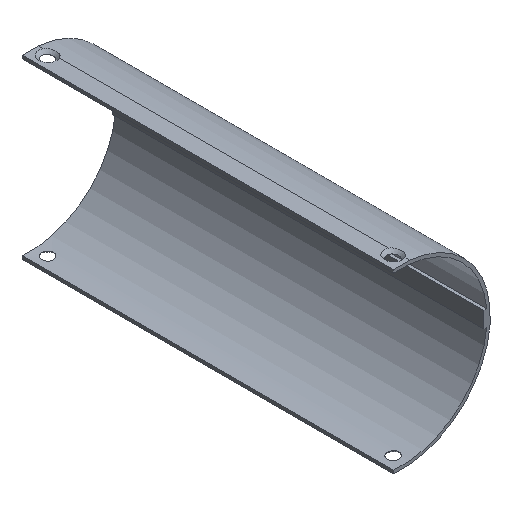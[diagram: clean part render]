
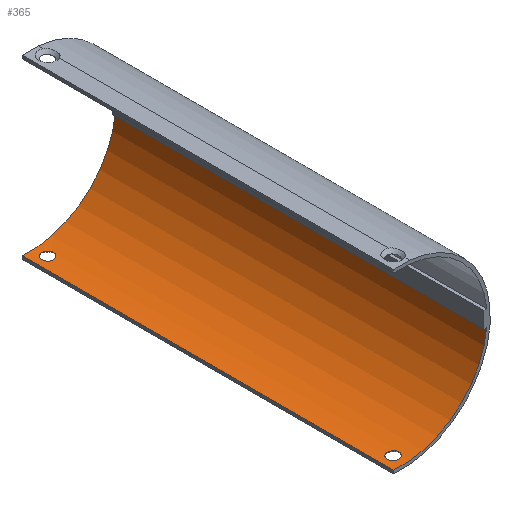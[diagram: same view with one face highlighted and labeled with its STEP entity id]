
A CAD part, isometric view. The second image highlights one B-rep face of the part: STEP entity #365.
In plain terms, the highlighted cylindrical face has radius 26.5 mm (diameter 53 mm), a partial arc.
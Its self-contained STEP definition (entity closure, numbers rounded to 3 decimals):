
#15=FACE_BOUND('',#58,.T.);
#16=FACE_BOUND('',#59,.T.);
#20=CYLINDRICAL_SURFACE('',#414,26.5);
#41=FACE_OUTER_BOUND('',#57,.T.);
#57=EDGE_LOOP('',(#313,#314,#315,#316));
#58=EDGE_LOOP('',(#317));
#59=EDGE_LOOP('',(#318));
#81=LINE('',#779,#113);
#93=LINE('',#805,#125);
#113=VECTOR('',#468,10.);
#125=VECTOR('',#490,10.);
#139=CIRCLE('',#411,26.5);
#141=CIRCLE('',#415,26.5);
#149=B_SPLINE_CURVE_WITH_KNOTS('',3,(#671,#672,#673,#674,#675,#676,#677,
#678,#679,#680,#681,#682,#683,#684,#685,#686,#687,#688,#689,#690,#691,#692,
#693,#694,#695,#696,#697,#698,#699,#700,#701,#702,#703,#704),
 .UNSPECIFIED.,.T.,.F.,(4,2,2,2,2,2,2,2,2,2,2,2,2,2,2,2,4),(0.,0.064,
0.128,0.195,0.261,0.331,
0.4,0.471,0.542,0.613,
0.683,0.753,0.822,0.889,
0.955,1.019,1.084),.UNSPECIFIED.);
#152=B_SPLINE_CURVE_WITH_KNOTS('',3,(#732,#733,#734,#735,#736,#737,#738,
#739,#740,#741,#742,#743,#744,#745,#746,#747,#748,#749,#750,#751,#752,#753,
#754,#755,#756,#757,#758,#759,#760,#761,#762,#763,#764,#765),
 .UNSPECIFIED.,.T.,.F.,(4,2,2,2,2,2,2,2,2,2,2,2,2,2,2,2,4),(0.,0.064,
0.128,0.195,0.261,0.331,
0.4,0.471,0.542,0.613,
0.683,0.753,0.822,0.889,
0.955,1.019,1.084),.UNSPECIFIED.);
#168=VERTEX_POINT('',#669);
#172=VERTEX_POINT('',#730);
#175=VERTEX_POINT('',#775);
#177=VERTEX_POINT('',#778);
#184=VERTEX_POINT('',#795);
#186=VERTEX_POINT('',#803);
#209=EDGE_CURVE('',#168,#168,#149,.T.);
#214=EDGE_CURVE('',#172,#172,#152,.T.);
#221=EDGE_CURVE('',#177,#175,#81,.T.);
#230=EDGE_CURVE('',#184,#175,#139,.T.);
#235=EDGE_CURVE('',#184,#186,#93,.T.);
#236=EDGE_CURVE('',#177,#186,#141,.T.);
#313=ORIENTED_EDGE('',*,*,#230,.F.);
#314=ORIENTED_EDGE('',*,*,#235,.T.);
#315=ORIENTED_EDGE('',*,*,#236,.F.);
#316=ORIENTED_EDGE('',*,*,#221,.T.);
#317=ORIENTED_EDGE('',*,*,#209,.T.);
#318=ORIENTED_EDGE('',*,*,#214,.T.);
#365=ADVANCED_FACE('',(#41,#15,#16),#20,.F.);
#411=AXIS2_PLACEMENT_3D('',#797,#481,#482);
#414=AXIS2_PLACEMENT_3D('',#806,#491,#492);
#415=AXIS2_PLACEMENT_3D('',#807,#493,#494);
#468=DIRECTION('',(0.,-1.,0.));
#481=DIRECTION('center_axis',(0.,1.,0.));
#482=DIRECTION('ref_axis',(-1.,0.,0.));
#490=DIRECTION('',(0.,1.,0.));
#491=DIRECTION('center_axis',(0.,1.,0.));
#492=DIRECTION('ref_axis',(1.,0.,0.));
#493=DIRECTION('center_axis',(0.,-1.,0.));
#494=DIRECTION('ref_axis',(-1.,0.,0.));
#669=CARTESIAN_POINT('',(3.173,4.,-26.309));
#671=CARTESIAN_POINT('Ctrl Pts',(3.173,4.,-26.309));
#672=CARTESIAN_POINT('Ctrl Pts',(3.173,3.787,-26.309));
#673=CARTESIAN_POINT('Ctrl Pts',(3.135,3.558,-26.314));
#674=CARTESIAN_POINT('Ctrl Pts',(2.975,3.131,-26.333));
#675=CARTESIAN_POINT('Ctrl Pts',(2.854,2.934,-26.346));
#676=CARTESIAN_POINT('Ctrl Pts',(2.566,2.608,-26.376));
#677=CARTESIAN_POINT('Ctrl Pts',(2.377,2.459,-26.394));
#678=CARTESIAN_POINT('Ctrl Pts',(1.955,2.25,-26.429));
#679=CARTESIAN_POINT('Ctrl Pts',(1.722,2.191,-26.445));
#680=CARTESIAN_POINT('Ctrl Pts',(1.27,2.166,-26.471));
#681=CARTESIAN_POINT('Ctrl Pts',(1.022,2.201,-26.481));
#682=CARTESIAN_POINT('Ctrl Pts',(0.566,2.375,-26.495));
#683=CARTESIAN_POINT('Ctrl Pts',(0.356,2.512,-26.498));
#684=CARTESIAN_POINT('Ctrl Pts',(0.022,2.839,-26.501));
#685=CARTESIAN_POINT('Ctrl Pts',(-0.123,3.05,-26.5));
#686=CARTESIAN_POINT('Ctrl Pts',(-0.314,3.512,-26.498));
#687=CARTESIAN_POINT('Ctrl Pts',(-0.361,3.764,-26.498));
#688=CARTESIAN_POINT('Ctrl Pts',(-0.361,4.236,-26.498));
#689=CARTESIAN_POINT('Ctrl Pts',(-0.314,4.488,-26.498));
#690=CARTESIAN_POINT('Ctrl Pts',(-0.123,4.95,-26.5));
#691=CARTESIAN_POINT('Ctrl Pts',(0.022,5.161,-26.501));
#692=CARTESIAN_POINT('Ctrl Pts',(0.356,5.488,-26.498));
#693=CARTESIAN_POINT('Ctrl Pts',(0.566,5.625,-26.495));
#694=CARTESIAN_POINT('Ctrl Pts',(1.022,5.799,-26.481));
#695=CARTESIAN_POINT('Ctrl Pts',(1.27,5.834,-26.471));
#696=CARTESIAN_POINT('Ctrl Pts',(1.722,5.809,-26.445));
#697=CARTESIAN_POINT('Ctrl Pts',(1.955,5.75,-26.429));
#698=CARTESIAN_POINT('Ctrl Pts',(2.377,5.541,-26.394));
#699=CARTESIAN_POINT('Ctrl Pts',(2.566,5.392,-26.376));
#700=CARTESIAN_POINT('Ctrl Pts',(2.854,5.066,-26.346));
#701=CARTESIAN_POINT('Ctrl Pts',(2.975,4.869,-26.333));
#702=CARTESIAN_POINT('Ctrl Pts',(3.135,4.442,-26.314));
#703=CARTESIAN_POINT('Ctrl Pts',(3.173,4.213,-26.309));
#704=CARTESIAN_POINT('Ctrl Pts',(3.173,4.,-26.309));
#730=CARTESIAN_POINT('',(3.173,111.,-26.309));
#732=CARTESIAN_POINT('Ctrl Pts',(3.173,111.,-26.309));
#733=CARTESIAN_POINT('Ctrl Pts',(3.173,110.787,-26.309));
#734=CARTESIAN_POINT('Ctrl Pts',(3.135,110.558,-26.314));
#735=CARTESIAN_POINT('Ctrl Pts',(2.975,110.131,-26.333));
#736=CARTESIAN_POINT('Ctrl Pts',(2.854,109.934,-26.346));
#737=CARTESIAN_POINT('Ctrl Pts',(2.566,109.608,-26.376));
#738=CARTESIAN_POINT('Ctrl Pts',(2.377,109.459,-26.394));
#739=CARTESIAN_POINT('Ctrl Pts',(1.955,109.25,-26.429));
#740=CARTESIAN_POINT('Ctrl Pts',(1.722,109.191,-26.445));
#741=CARTESIAN_POINT('Ctrl Pts',(1.27,109.166,-26.471));
#742=CARTESIAN_POINT('Ctrl Pts',(1.022,109.201,-26.481));
#743=CARTESIAN_POINT('Ctrl Pts',(0.566,109.375,-26.495));
#744=CARTESIAN_POINT('Ctrl Pts',(0.356,109.512,-26.498));
#745=CARTESIAN_POINT('Ctrl Pts',(0.022,109.839,-26.501));
#746=CARTESIAN_POINT('Ctrl Pts',(-0.123,110.05,-26.5));
#747=CARTESIAN_POINT('Ctrl Pts',(-0.314,110.512,-26.498));
#748=CARTESIAN_POINT('Ctrl Pts',(-0.361,110.764,-26.498));
#749=CARTESIAN_POINT('Ctrl Pts',(-0.361,111.236,-26.498));
#750=CARTESIAN_POINT('Ctrl Pts',(-0.314,111.488,-26.498));
#751=CARTESIAN_POINT('Ctrl Pts',(-0.123,111.95,-26.5));
#752=CARTESIAN_POINT('Ctrl Pts',(0.022,112.161,-26.501));
#753=CARTESIAN_POINT('Ctrl Pts',(0.356,112.488,-26.498));
#754=CARTESIAN_POINT('Ctrl Pts',(0.566,112.625,-26.495));
#755=CARTESIAN_POINT('Ctrl Pts',(1.022,112.799,-26.481));
#756=CARTESIAN_POINT('Ctrl Pts',(1.27,112.834,-26.471));
#757=CARTESIAN_POINT('Ctrl Pts',(1.722,112.809,-26.445));
#758=CARTESIAN_POINT('Ctrl Pts',(1.955,112.75,-26.429));
#759=CARTESIAN_POINT('Ctrl Pts',(2.377,112.541,-26.394));
#760=CARTESIAN_POINT('Ctrl Pts',(2.566,112.392,-26.376));
#761=CARTESIAN_POINT('Ctrl Pts',(2.854,112.066,-26.346));
#762=CARTESIAN_POINT('Ctrl Pts',(2.975,111.869,-26.333));
#763=CARTESIAN_POINT('Ctrl Pts',(3.135,111.442,-26.314));
#764=CARTESIAN_POINT('Ctrl Pts',(3.173,111.213,-26.309));
#765=CARTESIAN_POINT('Ctrl Pts',(3.173,111.,-26.309));
#775=CARTESIAN_POINT('',(-2.5,0.,-26.382));
#778=CARTESIAN_POINT('',(-2.5,115.,-26.382));
#779=CARTESIAN_POINT('',(-2.5,115.,-26.382));
#795=CARTESIAN_POINT('',(26.382,0.,-2.5));
#797=CARTESIAN_POINT('Origin',(0.,0.,0.));
#803=CARTESIAN_POINT('',(26.382,115.,-2.5));
#805=CARTESIAN_POINT('',(26.382,0.,-2.5));
#806=CARTESIAN_POINT('Origin',(0.,0.,0.));
#807=CARTESIAN_POINT('Origin',(0.,115.,0.));
